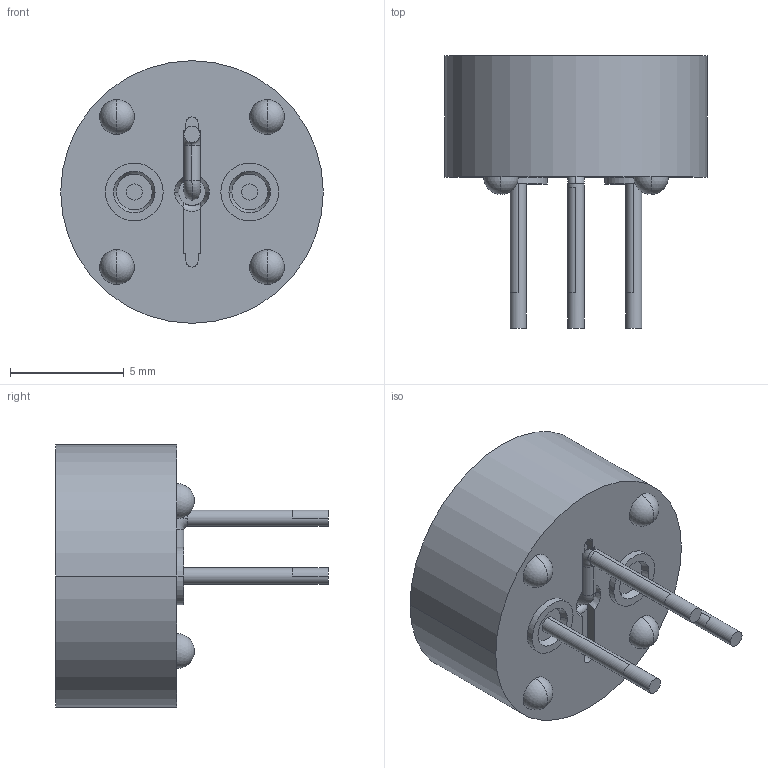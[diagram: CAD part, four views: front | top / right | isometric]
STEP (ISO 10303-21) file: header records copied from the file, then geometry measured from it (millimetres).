
FILE_DESCRIPTION((''),'2;1');
FILE_NAME('3345_BODY_2','2013-08-02T',('MaxM'),('Bourns, Inc.'),'PRO/ENGINEER BY PARAMETRIC TECHNOLOGY CORPORATION, 2012230','PRO/ENGINEER BY PARAMETRIC TECHNOLOGY CORPORATION, 2012230','');
FILE_SCHEMA(('CONFIG_CONTROL_DESIGN'));
Length unit declared in the file: inch
Products named in the file (1): 3345_BODY_2
Bounding box: 11.56 x 11.99 x 11.56 mm (x, y, z)
Volume: 559.8 mm3; surface area: 513 mm2
Topology: 1 solids, 1 shells, 487 faces, 1373 edges, 913 vertices
Faces by surface type: plane 437, cylinder 27, sphere 8, cone 8, torus 6, extrusion 1
Entity records: 15565 total; most frequent: CARTESIAN_POINT 2869, ORIENTED_EDGE 2730, DIRECTION 2425, EDGE_CURVE 1365, VECTOR 1245, LINE 1244, VERTEX_POINT 913, AXIS2_PLACEMENT_3D 590
